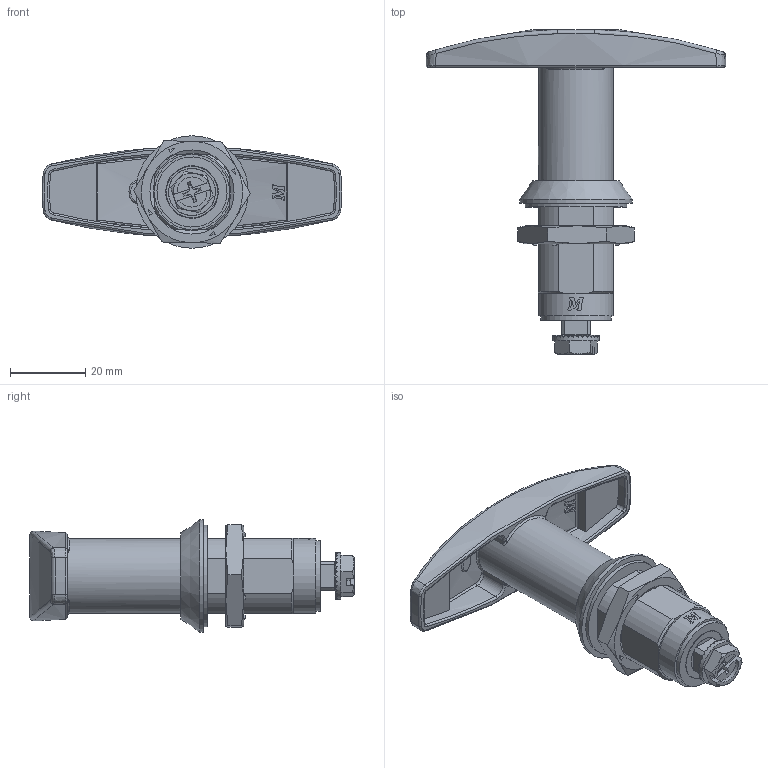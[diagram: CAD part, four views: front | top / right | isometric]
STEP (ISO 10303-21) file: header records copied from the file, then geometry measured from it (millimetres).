
FILE_DESCRIPTION(('STEP AP203'),'1');
FILE_NAME('240.1.1.2.00.00.step','2017-07-19T05:54:31',(' '),(' '),'Spatial InterOp 3D',' ',' ');
FILE_SCHEMA(('CONFIG_CONTROL_DESIGN'));
Length unit declared in the file: millimetre
Products named in the file (10): 1; 2; 3; 4; 5; 6; 7; 8; 9; 10
Bounding box: 79.9 x 86.4 x 30 mm (x, y, z)
Volume: 32751.9 mm3; surface area: 21540.6 mm2
Topology: 10 solids, 10 shells, 472 faces, 1217 edges, 783 vertices
Faces by surface type: plane 266, cylinder 80, bspline 49, cone 33, torus 26, extrusion 14, sphere 4
Full cylindrical faces by diameter (mm): 2.2 x2, 3.5 x1, 3.8 x1, 5.2 x1, 6 x2, 10 x2, 12.2 x1, 12.4 x1, 12.5 x1, 14 x2, 15.3 x1, 15.9 x1, 16.1 x1, 16.6 x1, 17 x1, 18.7 x1, 20 x2, 20.6 x1, 27 x1, 30 x1
Entity records: 22139 total; most frequent: CARTESIAN_POINT 10713, ORIENTED_EDGE 2334, DIRECTION 2152, EDGE_CURVE 1167, AXIS2_PLACEMENT_3D 780, VERTEX_POINT 769, VECTOR 592, LINE 578
